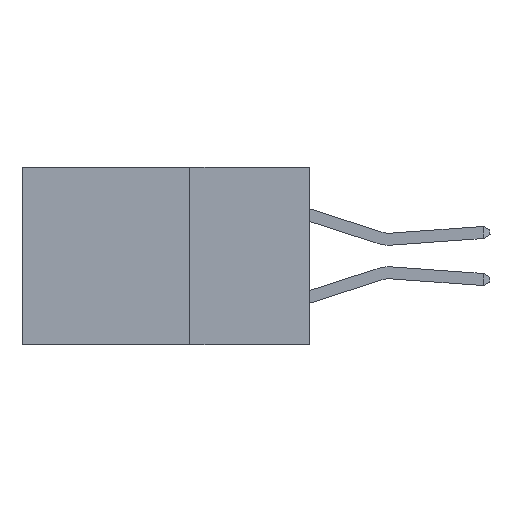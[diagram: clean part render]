
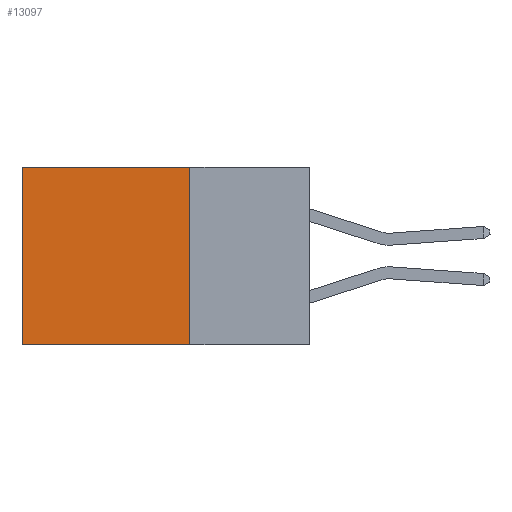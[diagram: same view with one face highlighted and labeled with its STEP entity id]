
A CAD part, left-side view. The second image highlights one B-rep face of the part: STEP entity #13097.
In plain terms, the highlighted planar face has unit normal (-1, 0, 0).
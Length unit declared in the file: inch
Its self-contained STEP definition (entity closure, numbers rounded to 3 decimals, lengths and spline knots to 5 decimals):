
#460 = DIRECTION ( 'NONE',  ( 1., 0., 0. ) ) ;
#601 = CARTESIAN_POINT ( 'NONE',  ( 0.298, 0.6, 0. ) ) ;
#752 = LINE ( 'NONE', #601, #12354 ) ;
#941 = VERTEX_POINT ( 'NONE', #28676 ) ;
#1583 = ORIENTED_EDGE ( 'NONE', *, *, #12689, .F. ) ;
#3706 = CARTESIAN_POINT ( 'NONE',  ( 0.298, 0.6, -0.37 ) ) ;
#3971 = EDGE_CURVE ( 'NONE', #11000, #8098, #14302, .T. ) ;
#3975 = VERTEX_POINT ( 'NONE', #3706 ) ;
#6747 = CARTESIAN_POINT ( 'NONE',  ( 0.298, 0.25, -0.37 ) ) ;
#6748 = VECTOR ( 'NONE', #12999, 39.37008 ) ;
#7502 = VECTOR ( 'NONE', #29167, 39.37008 ) ;
#8021 = CARTESIAN_POINT ( 'NONE',  ( 0.298, 0.25, 0. ) ) ;
#8098 = VERTEX_POINT ( 'NONE', #23223 ) ;
#9460 = VECTOR ( 'NONE', #23736, 39.37008 ) ;
#10682 = EDGE_CURVE ( 'NONE', #941, #3975, #24817, .T. ) ;
#10879 = FACE_OUTER_BOUND ( 'NONE', #14357, .T. ) ;
#11000 = VERTEX_POINT ( 'NONE', #28029 ) ;
#12041 = CARTESIAN_POINT ( 'NONE',  ( 0.298, 0.25, 0. ) ) ;
#12354 = VECTOR ( 'NONE', #21307, 39.37008 ) ;
#12580 = EDGE_CURVE ( 'NONE', #8098, #3975, #752, .T. ) ;
#12689 = EDGE_CURVE ( 'NONE', #11000, #941, #21492, .T. ) ;
#12999 = DIRECTION ( 'NONE',  ( 0., 1., 0. ) ) ;
#13097 = ADVANCED_FACE ( 'NONE', ( #10879 ), #25451, .F. ) ;
#14302 = LINE ( 'NONE', #19686, #6748 ) ;
#14357 = EDGE_LOOP ( 'NONE', ( #17560, #25792, #1583, #19798 ) ) ;
#15127 = AXIS2_PLACEMENT_3D ( 'NONE', #12041, #460, #16559 ) ;
#16559 = DIRECTION ( 'NONE',  ( 0., 0., -1. ) ) ;
#17560 = ORIENTED_EDGE ( 'NONE', *, *, #12580, .T. ) ;
#19686 = CARTESIAN_POINT ( 'NONE',  ( 0.298, 0.25, 0. ) ) ;
#19798 = ORIENTED_EDGE ( 'NONE', *, *, #3971, .T. ) ;
#21307 = DIRECTION ( 'NONE',  ( 0., 0., -1. ) ) ;
#21492 = LINE ( 'NONE', #8021, #9460 ) ;
#23223 = CARTESIAN_POINT ( 'NONE',  ( 0.298, 0.6, 0. ) ) ;
#23736 = DIRECTION ( 'NONE',  ( 0., 0., -1. ) ) ;
#24817 = LINE ( 'NONE', #6747, #7502 ) ;
#25451 = PLANE ( 'NONE',  #15127 ) ;
#25792 = ORIENTED_EDGE ( 'NONE', *, *, #10682, .F. ) ;
#28029 = CARTESIAN_POINT ( 'NONE',  ( 0.298, 0.25, 0. ) ) ;
#28676 = CARTESIAN_POINT ( 'NONE',  ( 0.298, 0.25, -0.37 ) ) ;
#29167 = DIRECTION ( 'NONE',  ( 0., 1., 0. ) ) ;
